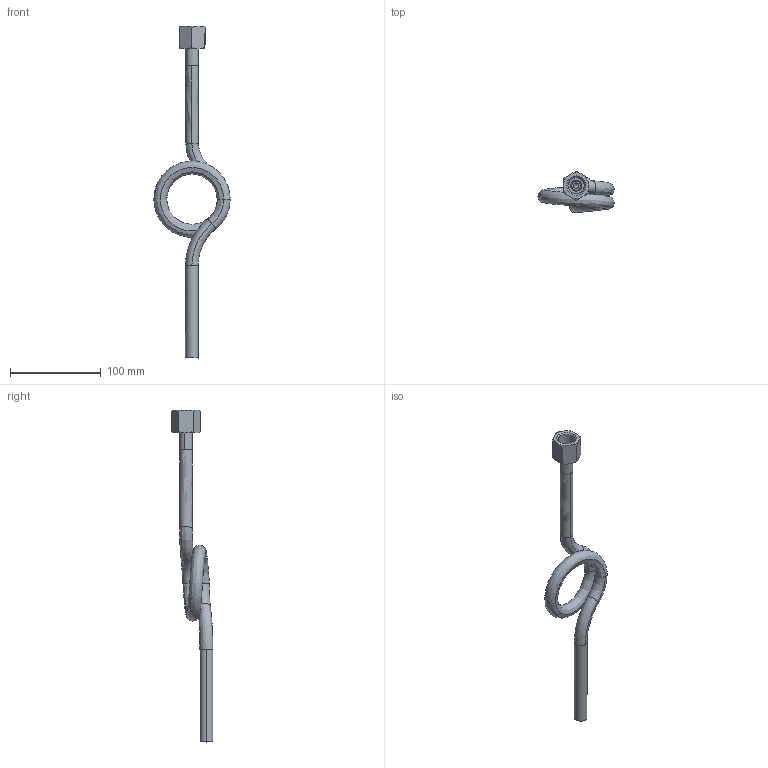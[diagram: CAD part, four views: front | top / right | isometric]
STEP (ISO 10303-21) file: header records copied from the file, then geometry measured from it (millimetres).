
FILE_DESCRIPTION (( 'STEP AP203' ), '1' );
FILE_NAME ('眛-旆2-1.35.STEP', '2019-05-24T10:50:52', ( '' ), ( '' ), 'SwSTEP 2.0', 'SolidWorks 2015', '' );
FILE_SCHEMA (( 'CONFIG_CONTROL_DESIGN' ));
Length unit declared in the file: millimetre
Products named in the file (4): Ì20õ1,5Îòâîäû; 眛-旆2-1.35; ﾍ珞瑩浯; Îòâîä4
Assembly tree (3 placements, depth 2):
  眛-旆2-1.35
    ﾍ珞瑩浯
    Îòâîä4
    Ì20õ1,5Îòâîäû
Bounding box: 84 x 45.68 x 366.08 mm (x, y, z)
Volume: 60475.7 mm3; surface area: 49232.6 mm2
Topology: 3 solids, 3 shells, 87 faces, 197 edges, 120 vertices
Faces by surface type: bspline 24, cone 20, cylinder 18, plane 17, torus 8
Entity records: 9556 total; most frequent: CARTESIAN_POINT 7345, ORIENTED_EDGE 394, DIRECTION 350, EDGE_CURVE 197, AXIS2_PLACEMENT_3D 151, VERTEX_POINT 120, EDGE_LOOP 97, ADVANCED_FACE 87
